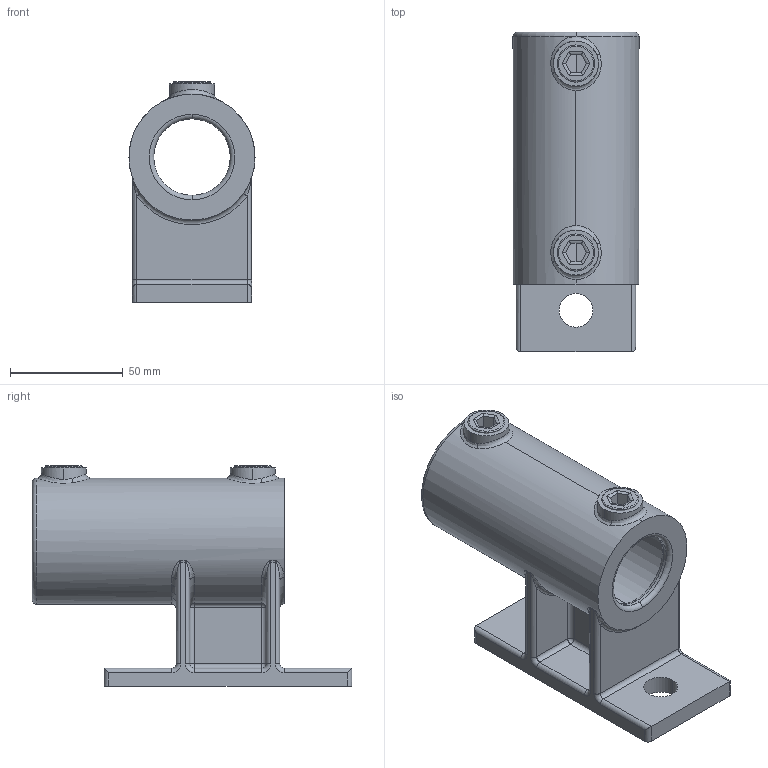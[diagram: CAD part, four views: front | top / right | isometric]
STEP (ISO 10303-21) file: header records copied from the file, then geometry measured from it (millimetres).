
FILE_DESCRIPTION (( 'STEP AP203' ), '1' );
FILE_NAME ('144-C42.step', '2015-09-17T16:20:47', ( '' ), ( '' ), 'SwSTEP 2.0', 'SolidWorks 2015', '' );
FILE_SCHEMA (( 'CONFIG_CONTROL_DESIGN' ));
Length unit declared in the file: millimetre
Products named in the file (3): 144-C42; 144-C42 Teil2; 144-C42 Teil1
Assembly tree (3 placements, depth 2):
  144-C42
    144-C42 Teil1
    144-C42 Teil2  x2
Bounding box: 56 x 142 x 98 mm (x, y, z)
Volume: 182803.7 mm3; surface area: 62467.9 mm2
Topology: 3 solids, 3 shells, 170 faces, 400 edges, 227 vertices
Faces by surface type: cylinder 82, plane 38, torus 30, bspline 12, sphere 8
Entity records: 6214 total; most frequent: CARTESIAN_POINT 2657, DIRECTION 705, ORIENTED_EDGE 672, EDGE_CURVE 336, AXIS2_PLACEMENT_3D 287, VERTEX_POINT 195, EDGE_LOOP 155, CIRCLE 149
